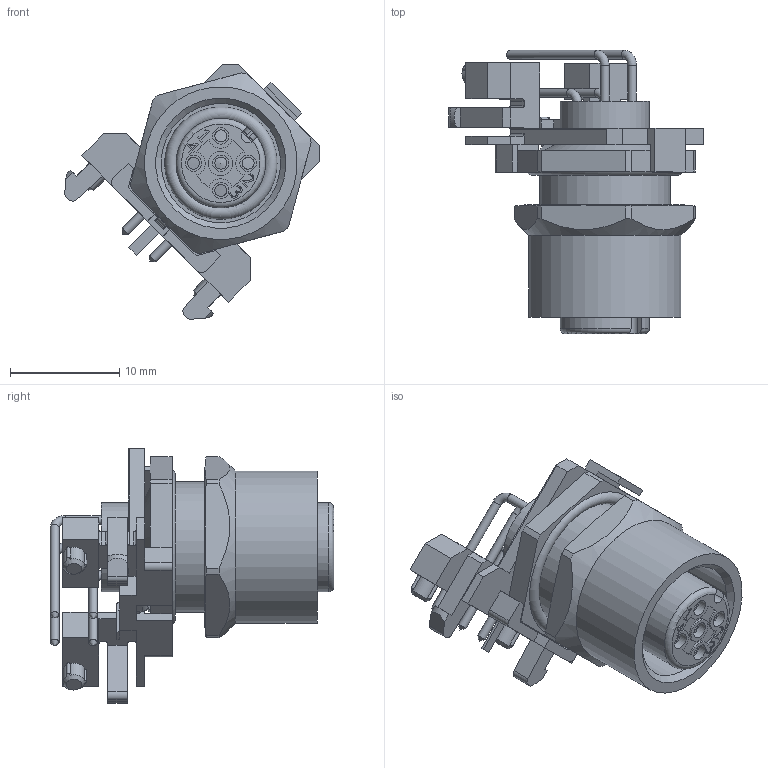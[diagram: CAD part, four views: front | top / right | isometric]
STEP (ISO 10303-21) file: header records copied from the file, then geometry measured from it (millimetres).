
FILE_DESCRIPTION((''),'2;1');
FILE_NAME('43K1A511 4pol geschirmt.stp','2011-09-12T15:29:04',('ulrikefromm'),(''),'Autodesk Inventor 2011','Autodesk Inventor 2011','');
FILE_SCHEMA(('AUTOMOTIVE_DESIGN { 1 0 10303 214 1 1 1 1 }'));
Length unit declared in the file: millimetre
Products named in the file (1): Bauteil1
Bounding box: 23.31 x 25.96 x 23.31 mm (x, y, z)
Volume: 2955.5 mm3; surface area: 3154.2 mm2
Topology: 1 solids, 2 shells, 373 faces, 1023 edges, 671 vertices
Faces by surface type: plane 200, cylinder 107, bspline 35, cone 22, torus 9
Full cylindrical faces by diameter (mm): 0.8 x8, 1.1 x5, 1.5 x5, 1.6 x4, 2 x5, 2.2 x1, 8.2 x2, 10.92 x1, 12 x2, 14 x1
Entity records: 12184 total; most frequent: CARTESIAN_POINT 2868, ORIENTED_EDGE 1870, DIRECTION 1745, EDGE_CURVE 935, VERTEX_POINT 641, VECTOR 585, LINE 585, AXIS2_PLACEMENT_3D 580
